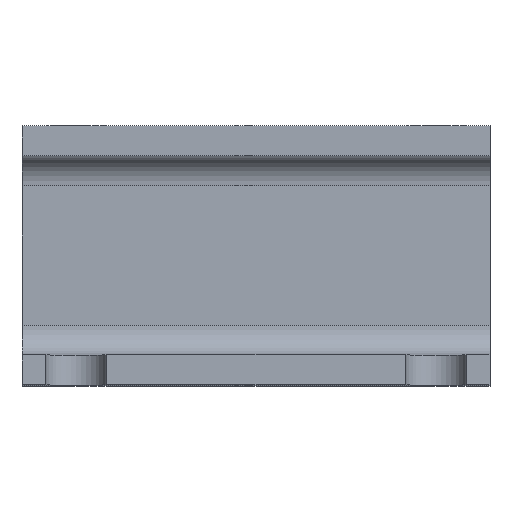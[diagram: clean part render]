
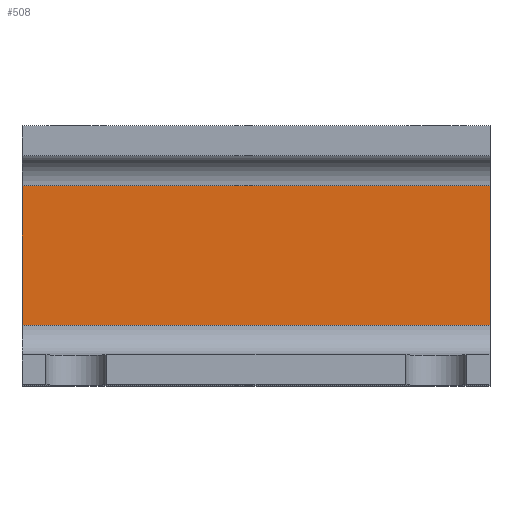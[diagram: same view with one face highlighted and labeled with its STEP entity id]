
A CAD part, top view. The second image highlights one B-rep face of the part: STEP entity #508.
In plain terms, the highlighted face is planar.
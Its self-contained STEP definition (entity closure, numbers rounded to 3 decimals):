
#108=ORIENTED_EDGE('',*,*,#235,.F.);
#109=ORIENTED_EDGE('',*,*,#234,.F.);
#110=ORIENTED_EDGE('',*,*,#236,.T.);
#111=ORIENTED_EDGE('',*,*,#237,.T.);
#234=EDGE_CURVE('',#293,#292,#342,.T.);
#235=EDGE_CURVE('',#292,#294,#343,.T.);
#236=EDGE_CURVE('',#293,#295,#344,.T.);
#237=EDGE_CURVE('',#295,#294,#345,.T.);
#292=VERTEX_POINT('',#817);
#293=VERTEX_POINT('',#819);
#294=VERTEX_POINT('',#823);
#295=VERTEX_POINT('',#825);
#342=LINE('',#820,#390);
#343=LINE('',#822,#391);
#344=LINE('',#824,#392);
#345=LINE('',#826,#393);
#390=VECTOR('',#657,1000.);
#391=VECTOR('',#660,1000.);
#392=VECTOR('',#661,1000.);
#393=VECTOR('',#662,1000.);
#416=EDGE_LOOP('',(#108,#109,#110,#111));
#454=FACE_BOUND('',#416,.T.);
#490=PLANE('',#559);
#508=ADVANCED_FACE('',(#454),#490,.T.);
#559=AXIS2_PLACEMENT_3D('',#821,#658,#659);
#657=DIRECTION('',(0.,0.,1.));
#658=DIRECTION('',(1.,0.,0.));
#659=DIRECTION('',(0.,0.,-1.));
#660=DIRECTION('',(0.,1.,0.));
#661=DIRECTION('',(0.,1.,0.));
#662=DIRECTION('',(0.,0.,1.));
#817=CARTESIAN_POINT('',(2.5,-5.8,0.));
#819=CARTESIAN_POINT('',(2.5,-5.8,-39.));
#820=CARTESIAN_POINT('',(2.5,-5.8,-39.));
#821=CARTESIAN_POINT('',(2.5,-5.8,-39.));
#822=CARTESIAN_POINT('',(2.5,-5.8,0.));
#823=CARTESIAN_POINT('',(2.5,5.8,0.));
#824=CARTESIAN_POINT('',(2.5,-5.8,-39.));
#825=CARTESIAN_POINT('',(2.5,5.8,-39.));
#826=CARTESIAN_POINT('',(2.5,5.8,-39.));
